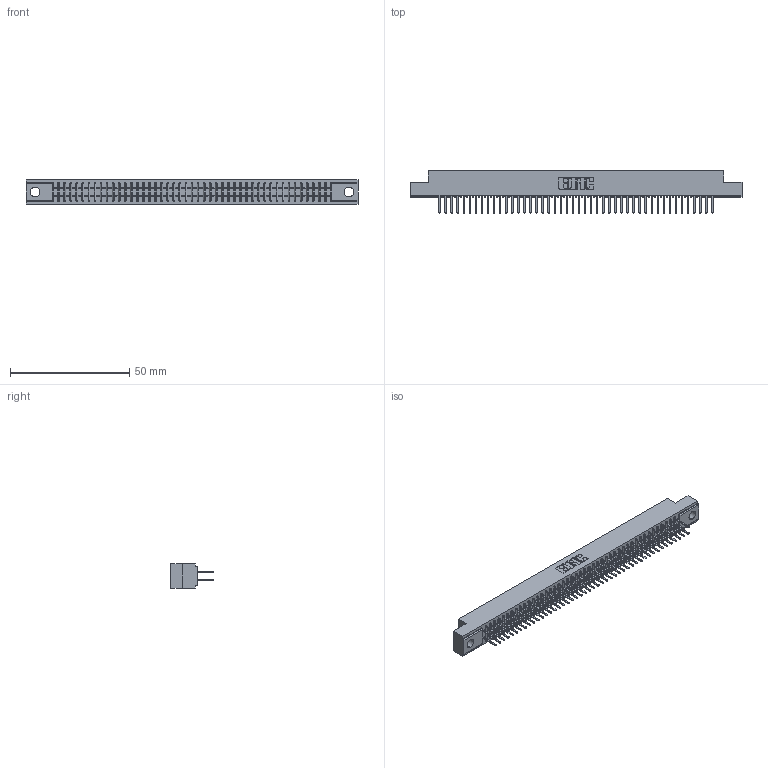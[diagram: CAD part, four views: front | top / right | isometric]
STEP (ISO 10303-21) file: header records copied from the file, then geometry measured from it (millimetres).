
FILE_DESCRIPTION (( 'STEP AP203' ), '1' );
FILE_NAME ('391-092-521-204.STEP', '2018-08-09T17:45:33', ( '' ), ( '' ), 'SwSTEP 2.0', 'SolidWorks 2016', '' );
FILE_SCHEMA (( 'CONFIG_CONTROL_DESIGN' ));
Length unit declared in the file: inch
Products named in the file (3): 341 Part_.156 (3.96) Dia Mounting Holes; 341-292-001_341-292-121; 391-092-521-204
Assembly tree (93 placements, depth 2):
  391-092-521-204
    341 Part_.156 (3.96) Dia Mounting Holes
    341-292-001_341-292-121  x92
Bounding box: 139.06 x 17.7 x 10.16 mm (x, y, z)
Volume: 10236.6 mm3; surface area: 18589.1 mm2
Topology: 93 solids, 93 shells, 6202 faces, 17970 edges, 11638 vertices
Faces by surface type: plane 3762, cylinder 2256, sphere 94, torus 90
Entity records: 55555 total; most frequent: CARTESIAN_POINT 9240, ORIENTED_EDGE 9180, DIRECTION 8956, EDGE_CURVE 4590, LINE 3720, VECTOR 3720, VERTEX_POINT 2902, AXIS2_PLACEMENT_3D 2618
